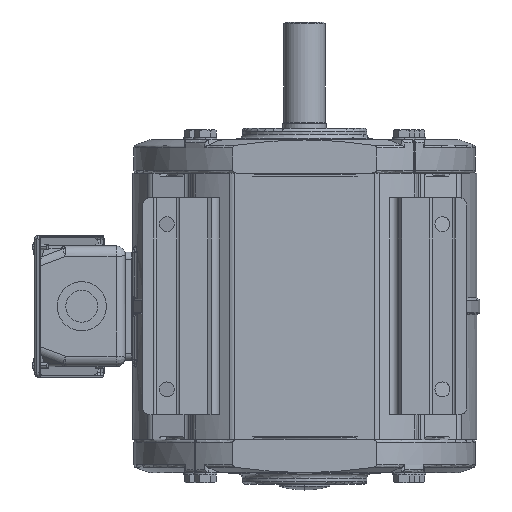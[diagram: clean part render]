
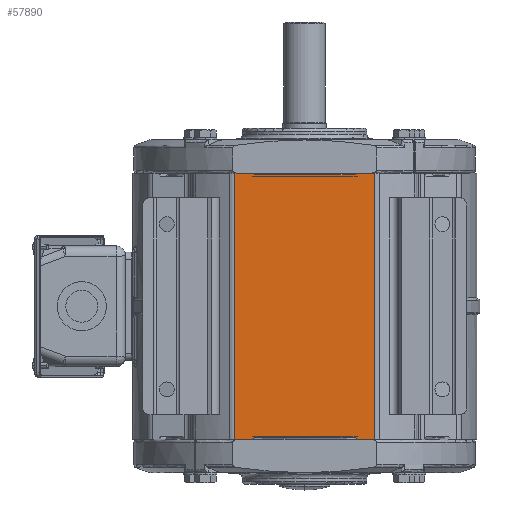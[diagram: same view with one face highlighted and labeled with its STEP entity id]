
A CAD part, front view. The second image highlights one B-rep face of the part: STEP entity #57890.
In plain terms, the highlighted planar face has unit normal (0, -1, 0).
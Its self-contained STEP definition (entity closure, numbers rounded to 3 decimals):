
#55308=CARTESIAN_POINT('Vertex',(-36.497,-108.,92.)) ;
#55312=CARTESIAN_POINT('Control Point',(-34.903,-108.,91.019)) ;
#55313=CARTESIAN_POINT('Control Point',(-35.438,-108.,91.341)) ;
#55314=CARTESIAN_POINT('Control Point',(-35.969,-108.,91.668)) ;
#55315=CARTESIAN_POINT('Control Point',(-36.497,-108.,92.)) ;
#55316=CARTESIAN_POINT('Vertex',(-34.903,-108.,91.019)) ;
#55392=CARTESIAN_POINT('Vertex',(-34.903,-108.,-91.019)) ;
#55396=CARTESIAN_POINT('Control Point',(-34.903,-108.,-91.019)) ;
#55397=CARTESIAN_POINT('Control Point',(-35.438,-108.,-91.341)) ;
#55398=CARTESIAN_POINT('Control Point',(-35.969,-108.,-91.668)) ;
#55399=CARTESIAN_POINT('Control Point',(-36.497,-108.,-92.)) ;
#55400=CARTESIAN_POINT('Vertex',(-36.497,-108.,-92.)) ;
#55443=CARTESIAN_POINT('Line Origine',(-42.337,-108.,-92.)) ;
#55447=CARTESIAN_POINT('Vertex',(-48.177,-108.,-92.)) ;
#55489=CARTESIAN_POINT('Vertex',(-48.177,-108.,92.)) ;
#55492=CARTESIAN_POINT('Line Origine',(-42.337,-108.,92.)) ;
#57268=CARTESIAN_POINT('Vertex',(48.177,-108.,-92.)) ;
#57271=CARTESIAN_POINT('Line Origine',(42.337,-108.,-92.)) ;
#57275=CARTESIAN_POINT('Vertex',(36.497,-108.,-92.)) ;
#57300=CARTESIAN_POINT('Control Point',(36.497,-108.,-92.)) ;
#57301=CARTESIAN_POINT('Control Point',(35.969,-108.,-91.668)) ;
#57302=CARTESIAN_POINT('Control Point',(35.438,-108.,-91.341)) ;
#57303=CARTESIAN_POINT('Control Point',(34.903,-108.,-91.019)) ;
#57304=CARTESIAN_POINT('Vertex',(34.903,-108.,-91.019)) ;
#57397=CARTESIAN_POINT('Vertex',(34.903,-108.,91.019)) ;
#57401=CARTESIAN_POINT('Control Point',(36.497,-108.,92.)) ;
#57402=CARTESIAN_POINT('Control Point',(35.969,-108.,91.668)) ;
#57403=CARTESIAN_POINT('Control Point',(35.438,-108.,91.341)) ;
#57404=CARTESIAN_POINT('Control Point',(34.903,-108.,91.019)) ;
#57405=CARTESIAN_POINT('Vertex',(36.497,-108.,92.)) ;
#57438=CARTESIAN_POINT('Line Origine',(42.337,-108.,92.)) ;
#57442=CARTESIAN_POINT('Vertex',(48.177,-108.,92.)) ;
#57851=CARTESIAN_POINT('Axis2P3D Location',(-48.177,-108.,92.)) ;
#57856=CARTESIAN_POINT('Line Origine',(48.177,-108.,0.)) ;
#57861=CARTESIAN_POINT('Line Origine',(0.,-108.,91.019)) ;
#57866=CARTESIAN_POINT('Line Origine',(-48.177,-108.,0.)) ;
#57871=CARTESIAN_POINT('Line Origine',(0.,-108.,-91.019)) ;
#55444=DIRECTION('Vector Direction',(1.,0.,0.)) ;
#55493=DIRECTION('Vector Direction',(1.,0.,0.)) ;
#57272=DIRECTION('Vector Direction',(1.,0.,0.)) ;
#57439=DIRECTION('Vector Direction',(1.,0.,0.)) ;
#57852=DIRECTION('Axis2P3D Direction',(0.,1.,0.)) ;
#57853=DIRECTION('Axis2P3D XDirection',(0.,-0.,1.)) ;
#57857=DIRECTION('Vector Direction',(0.,0.,-1.)) ;
#57862=DIRECTION('Vector Direction',(-1.,0.,0.)) ;
#57867=DIRECTION('Vector Direction',(0.,0.,-1.)) ;
#57872=DIRECTION('Vector Direction',(-1.,0.,0.)) ;
#57854=AXIS2_PLACEMENT_3D('Plane Axis2P3D',#57851,#57852,#57853) ;
#57877=ORIENTED_EDGE('',*,*,#57306,.F.) ;
#57878=ORIENTED_EDGE('',*,*,#57277,.T.) ;
#57879=ORIENTED_EDGE('',*,*,#57860,.F.) ;
#57880=ORIENTED_EDGE('',*,*,#57444,.F.) ;
#57881=ORIENTED_EDGE('',*,*,#57407,.T.) ;
#57882=ORIENTED_EDGE('',*,*,#57865,.T.) ;
#57883=ORIENTED_EDGE('',*,*,#55318,.T.) ;
#57884=ORIENTED_EDGE('',*,*,#55496,.F.) ;
#57885=ORIENTED_EDGE('',*,*,#57870,.T.) ;
#57886=ORIENTED_EDGE('',*,*,#55449,.T.) ;
#57887=ORIENTED_EDGE('',*,*,#55402,.F.) ;
#57888=ORIENTED_EDGE('',*,*,#57875,.F.) ;
#55445=VECTOR('Line Direction',#55444,1.) ;
#55494=VECTOR('Line Direction',#55493,1.) ;
#57273=VECTOR('Line Direction',#57272,1.) ;
#57440=VECTOR('Line Direction',#57439,1.) ;
#57858=VECTOR('Line Direction',#57857,1.) ;
#57863=VECTOR('Line Direction',#57862,1.) ;
#57868=VECTOR('Line Direction',#57867,1.) ;
#57873=VECTOR('Line Direction',#57872,1.) ;
#57890=ADVANCED_FACE('\X2\51434EF6672C9AD4\X0\',(#57889),#57855,.F.) ;
#55311=B_SPLINE_CURVE_WITH_KNOTS('',3,(#55312,#55313,#55314,#55315),.UNSPECIFIED.,.F.,.U.,(4,4),(0.,2.546),.UNSPECIFIED.) ;
#55395=B_SPLINE_CURVE_WITH_KNOTS('',3,(#55396,#55397,#55398,#55399),.UNSPECIFIED.,.F.,.U.,(4,4),(0.,2.546),.UNSPECIFIED.) ;
#57299=B_SPLINE_CURVE_WITH_KNOTS('',3,(#57300,#57301,#57302,#57303),.UNSPECIFIED.,.F.,.U.,(4,4),(0.,2.546),.UNSPECIFIED.) ;
#57400=B_SPLINE_CURVE_WITH_KNOTS('',3,(#57401,#57402,#57403,#57404),.UNSPECIFIED.,.F.,.U.,(4,4),(0.,2.546),.UNSPECIFIED.) ;
#55318=EDGE_CURVE('',#55317,#55309,#55311,.T.) ;
#55402=EDGE_CURVE('',#55393,#55401,#55395,.T.) ;
#55449=EDGE_CURVE('',#55448,#55401,#55446,.T.) ;
#55496=EDGE_CURVE('',#55490,#55309,#55495,.T.) ;
#57277=EDGE_CURVE('',#57276,#57269,#57274,.T.) ;
#57306=EDGE_CURVE('',#57276,#57305,#57299,.T.) ;
#57407=EDGE_CURVE('',#57406,#57398,#57400,.T.) ;
#57444=EDGE_CURVE('',#57406,#57443,#57441,.T.) ;
#57860=EDGE_CURVE('',#57443,#57269,#57859,.T.) ;
#57865=EDGE_CURVE('',#57398,#55317,#57864,.T.) ;
#57870=EDGE_CURVE('',#55490,#55448,#57869,.T.) ;
#57875=EDGE_CURVE('',#57305,#55393,#57874,.T.) ;
#57876=EDGE_LOOP('',(#57877,#57878,#57879,#57880,#57881,#57882,#57883,#57884,#57885,#57886,#57887,#57888)) ;
#57889=FACE_OUTER_BOUND('',#57876,.T.) ;
#55446=LINE('Line',#55443,#55445) ;
#55495=LINE('Line',#55492,#55494) ;
#57274=LINE('Line',#57271,#57273) ;
#57441=LINE('Line',#57438,#57440) ;
#57859=LINE('Line',#57856,#57858) ;
#57864=LINE('Line',#57861,#57863) ;
#57869=LINE('Line',#57866,#57868) ;
#57874=LINE('Line',#57871,#57873) ;
#57855=PLANE('',#57854) ;
#55309=VERTEX_POINT('',#55308) ;
#55317=VERTEX_POINT('',#55316) ;
#55393=VERTEX_POINT('',#55392) ;
#55401=VERTEX_POINT('',#55400) ;
#55448=VERTEX_POINT('',#55447) ;
#55490=VERTEX_POINT('',#55489) ;
#57269=VERTEX_POINT('',#57268) ;
#57276=VERTEX_POINT('',#57275) ;
#57305=VERTEX_POINT('',#57304) ;
#57398=VERTEX_POINT('',#57397) ;
#57406=VERTEX_POINT('',#57405) ;
#57443=VERTEX_POINT('',#57442) ;
